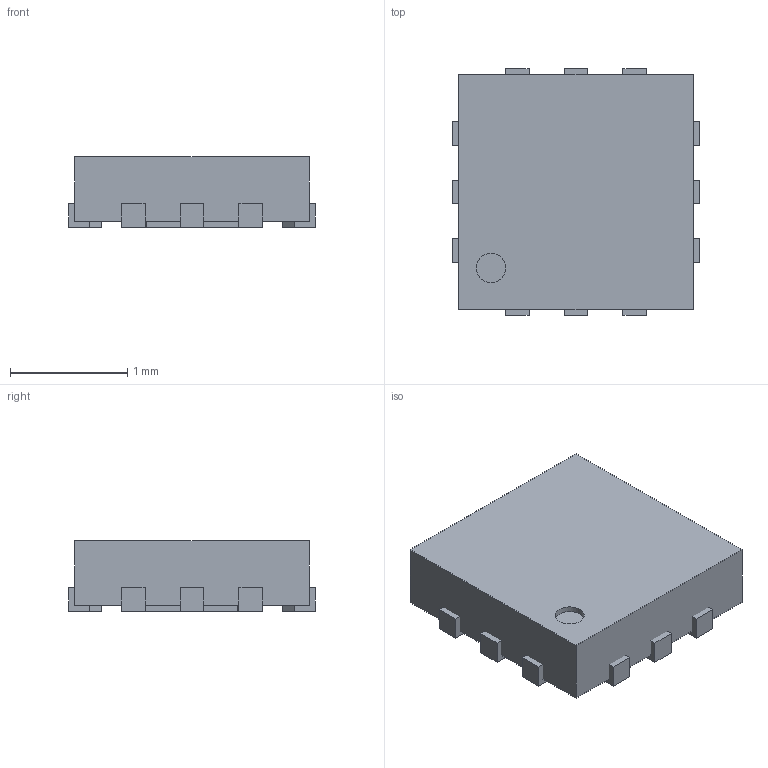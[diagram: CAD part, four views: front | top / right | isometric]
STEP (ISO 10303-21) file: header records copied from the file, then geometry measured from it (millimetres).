
FILE_DESCRIPTION(/* description */ (''),/* implementation_level */ '2;1');
FILE_NAME(/* name */ '12-QFN_2x2.step',/* time_stamp */ '2018-04-19T19:07:37-04:00',/* author */ ('xdmattz'),/* organization */ (''),/* preprocessor_version */ 'ST-DEVELOPER v17',/* originating_system */ 'Autodesk Translation Framework v7.1.0.215',/* authorisation */ '');
FILE_SCHEMA (('AUTOMOTIVE_DESIGN { 1 0 10303 214 3 1 1 }'));
Length unit declared in the file: millimetre
Products named in the file (14): 12-QFN_2x2; Component1; Component2; Component3; Component4; Component5; Component6; Component7; Component8; Component9; Component10; Component11; Component12; Component13
Assembly tree (13 placements, depth 2):
  12-QFN_2x2
    Component1
    Component2
    Component3
    Component4
    Component5
    Component6
    Component7
    Component8
    Component9
    Component10
    Component11
    Component12
    Component13
Bounding box: 2.1 x 2.1 x 0.6 mm (x, y, z)
Volume: 2.6 mm3; surface area: 19 mm2
Topology: 14 solids, 14 shells, 114 faces, 255 edges, 170 vertices
Faces by surface type: plane 94, cylinder 20
Full cylindrical faces by diameter (mm): 0.25 x1
Entity records: 3591 total; most frequent: DIRECTION 577, CARTESIAN_POINT 566, ORIENTED_EDGE 510, EDGE_CURVE 255, LINE 215, VECTOR 215, AXIS2_PLACEMENT_3D 181, VERTEX_POINT 170
